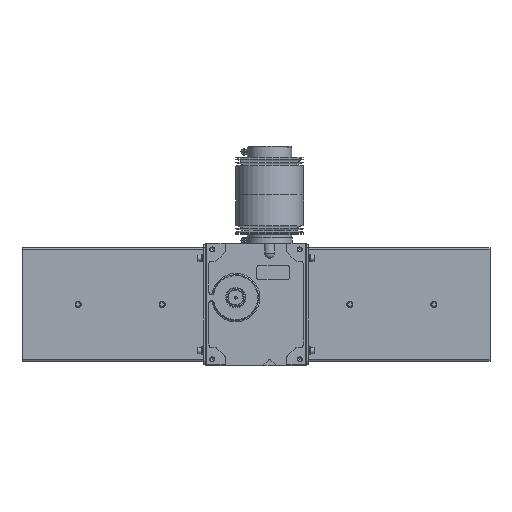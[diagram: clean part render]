
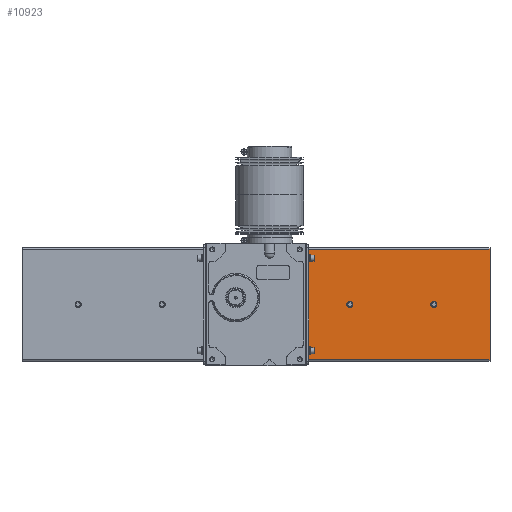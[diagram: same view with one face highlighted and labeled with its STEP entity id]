
A CAD part, top view. The second image highlights one B-rep face of the part: STEP entity #10923.
In plain terms, the highlighted planar face has unit normal (0, 0, 1).
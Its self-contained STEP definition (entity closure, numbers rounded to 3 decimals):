
#667=CIRCLE('',#11878,5.);
#668=CIRCLE('',#11879,5.);
#1709=ORIENTED_EDGE('',*,*,#4414,.F.);
#1710=ORIENTED_EDGE('',*,*,#4415,.F.);
#1711=ORIENTED_EDGE('',*,*,#4410,.T.);
#1712=ORIENTED_EDGE('',*,*,#4416,.F.);
#1713=ORIENTED_EDGE('',*,*,#4417,.F.);
#1714=ORIENTED_EDGE('',*,*,#4411,.T.);
#4410=EDGE_CURVE('',#5803,#5809,#6796,.T.);
#4411=EDGE_CURVE('',#5810,#5803,#6797,.T.);
#4414=EDGE_CURVE('',#5812,#5812,#667,.F.);
#4415=EDGE_CURVE('',#5813,#5813,#668,.F.);
#4416=EDGE_CURVE('',#5814,#5809,#6799,.T.);
#4417=EDGE_CURVE('',#5810,#5814,#6800,.T.);
#5803=VERTEX_POINT('',#17093);
#5809=VERTEX_POINT('',#17105);
#5810=VERTEX_POINT('',#17110);
#5812=VERTEX_POINT('',#17116);
#5813=VERTEX_POINT('',#17118);
#5814=VERTEX_POINT('',#17120);
#6796=LINE('',#17106,#7690);
#6797=LINE('',#17109,#7691);
#6799=LINE('',#17119,#7693);
#6800=LINE('',#17121,#7694);
#7690=VECTOR('',#13657,1000.);
#7691=VECTOR('',#13662,1000.);
#7693=VECTOR('',#13672,1000.);
#7694=VECTOR('',#13673,1000.);
#8623=EDGE_LOOP('',(#1709));
#8624=EDGE_LOOP('',(#1710));
#8625=EDGE_LOOP('',(#1711,#1712,#1713,#1714));
#9603=FACE_BOUND('',#8623,.T.);
#9604=FACE_BOUND('',#8624,.T.);
#9605=FACE_BOUND('',#8625,.T.);
#10449=PLANE('',#11877);
#10923=ADVANCED_FACE('',(#9603,#9604,#9605),#10449,.F.);
#11877=AXIS2_PLACEMENT_3D('',#17114,#13666,#13667);
#11878=AXIS2_PLACEMENT_3D('',#17115,#13668,#13669);
#11879=AXIS2_PLACEMENT_3D('',#17117,#13670,#13671);
#13657=DIRECTION('',(0.,-1.,0.));
#13662=DIRECTION('',(-1.,0.,0.));
#13666=DIRECTION('',(0.,0.,-1.));
#13667=DIRECTION('',(-1.,0.,0.));
#13668=DIRECTION('',(0.,0.,-1.));
#13669=DIRECTION('',(-1.,0.,0.));
#13670=DIRECTION('',(0.,0.,-1.));
#13671=DIRECTION('',(-1.,0.,0.));
#13672=DIRECTION('',(-1.,0.,0.));
#13673=DIRECTION('',(0.,-1.,0.));
#17093=CARTESIAN_POINT('',(4.5,89.6,26.2));
#17105=CARTESIAN_POINT('',(4.5,-89.6,26.2));
#17106=CARTESIAN_POINT('',(4.5,89.6,26.2));
#17109=CARTESIAN_POINT('',(298.,89.6,26.2));
#17110=CARTESIAN_POINT('',(298.,89.6,26.2));
#17114=CARTESIAN_POINT('',(298.,89.6,26.2));
#17115=CARTESIAN_POINT('',(207.,0.,26.2));
#17116=CARTESIAN_POINT('',(202.,0.,26.2));
#17117=CARTESIAN_POINT('',(71.,0.,26.2));
#17118=CARTESIAN_POINT('',(66.,0.,26.2));
#17119=CARTESIAN_POINT('',(298.,-89.6,26.2));
#17120=CARTESIAN_POINT('',(298.,-89.6,26.2));
#17121=CARTESIAN_POINT('',(298.,89.6,26.2));
